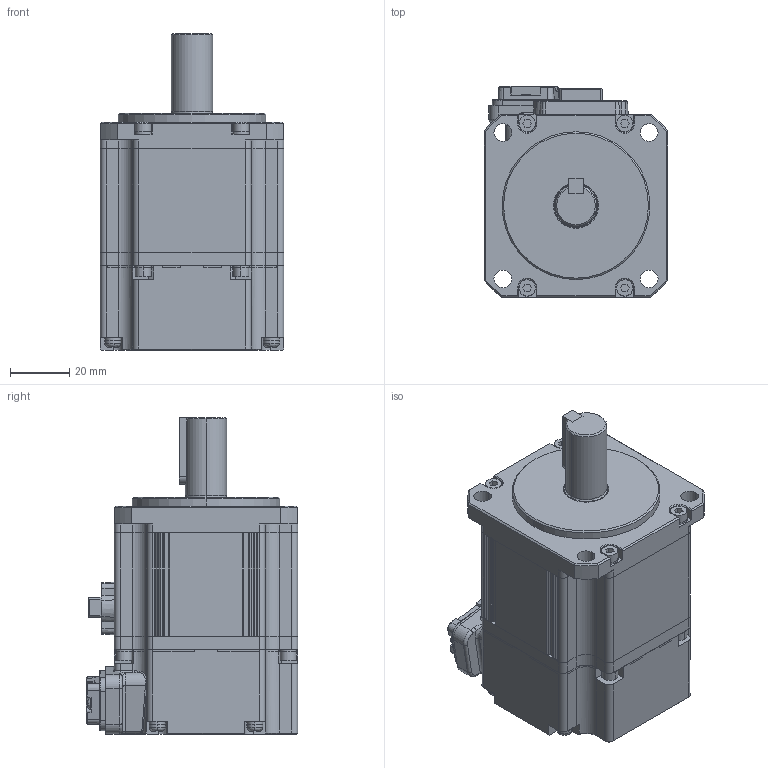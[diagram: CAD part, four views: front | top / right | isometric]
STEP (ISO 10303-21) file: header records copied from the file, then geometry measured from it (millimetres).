
FILE_DESCRIPTION (( 'STEP AP214' ), '1' );
FILE_NAME ('SLM06GA001G01_Out Line(APMC-FBL01AMK) r1 nc fxt.STEP', '2022-02-16T22:42:39', ( '' ), ( '' ), 'SwSTEP 2.0', 'SolidWorks 2017', '' );
FILE_SCHEMA (( 'AUTOMOTIVE_DESIGN' ));
Length unit declared in the file: inch
Products named in the file (1): SLM06GA001G01_Out Line(APMC-FBL01AMK) r1 nc fxt
Bounding box: 62 x 71.5 x 107.2 mm (x, y, z)
Volume: 275735.3 mm3; surface area: 68389.7 mm2
Topology: 45 solids, 45 shells, 1837 faces, 4812 edges, 3138 vertices
Faces by surface type: plane 1167, cylinder 488, bspline 110, cone 54, torus 10, sphere 8
Entity records: 61292 total; most frequent: CARTESIAN_POINT 15651, ORIENTED_EDGE 9622, DIRECTION 8858, EDGE_CURVE 4811, VECTOR 3300, LINE 3300, VERTEX_POINT 3138, AXIS2_PLACEMENT_3D 2779
